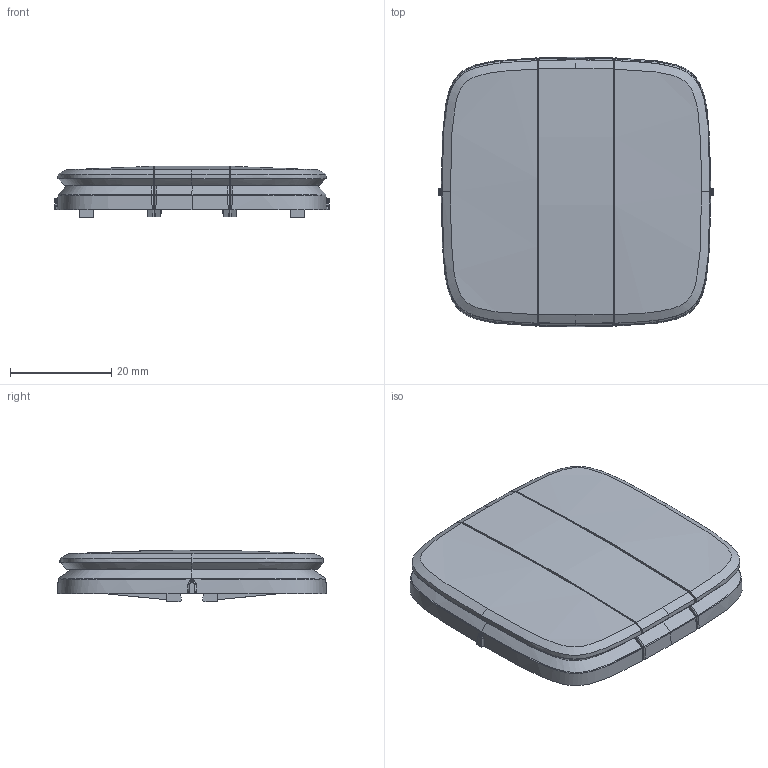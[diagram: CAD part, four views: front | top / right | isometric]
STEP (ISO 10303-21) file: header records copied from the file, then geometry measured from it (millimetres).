
FILE_DESCRIPTION(('CATIA V5 STEP Exchange','CAx-IF Rec.Pracs.--- Model Styling and Organization---1.4--- 2014-01-23'),'2;1');
FILE_NAME('755035_AllCATPart.stp','2020-02-24T12:26:21+00:00',('none'),('none'),'CATIA Version 5-6 Release 2017 SP3','CATIA V5 STEP AP214','none');
FILE_SCHEMA(('AUTOMOTIVE_DESIGN { 1 0 10303 214 1 1 1 1 }'));
Products named in the file (1): 755035_AllCATPart
Bounding box: 54.22 x 53.09 x 10.14 mm (x, y, z)
Volume: 9944 mm3; surface area: 17174 mm2
Topology: 5 solids, 5 shells, 8961 faces, 25983 edges, 17228 vertices
Faces by surface type: plane 8184, bspline 551, cylinder 134, cone 60, torus 24, sphere 8
Entity records: 385043 total; most frequent: CARTESIAN_POINT 177165, ORIENTED_EDGE 51950, EDGE_CURVE 25975, DIRECTION 24922, VERTEX_POINT 17228, B_SPLINE_CURVE_WITH_KNOTS 17209, EDGE_LOOP 9181, ADVANCED_FACE 8961
